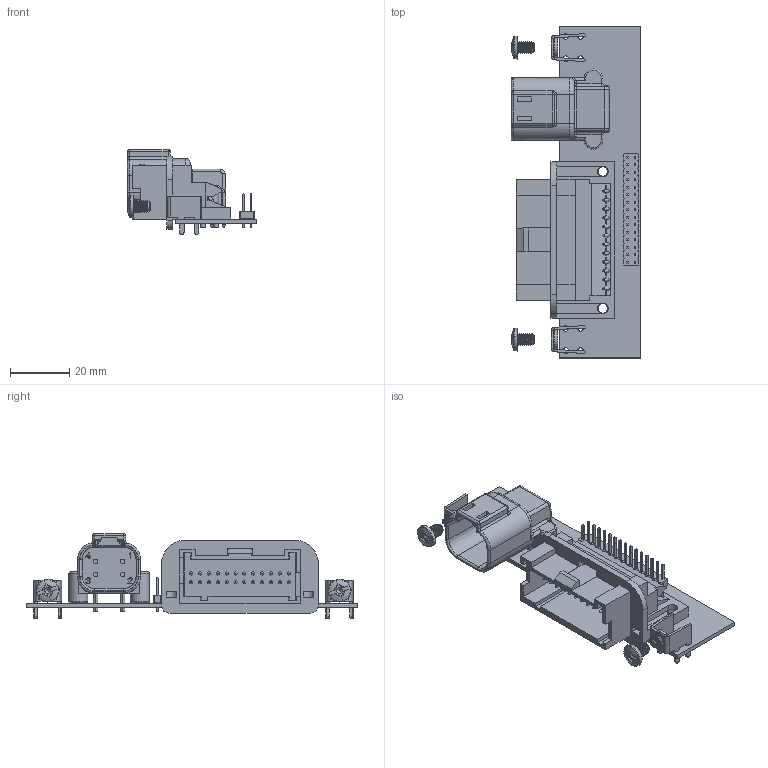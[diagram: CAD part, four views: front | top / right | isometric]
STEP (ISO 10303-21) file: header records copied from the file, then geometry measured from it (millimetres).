
FILE_DESCRIPTION(('KiCad electronic assembly'),'2;1');
FILE_NAME('VXDash_Connectors.step','2025-09-24T14:42:02',('Pcbnew'),( 'Kicad'),'Open CASCADE STEP processor 7.8','KiCad to STEP converter' ,'Unknown');
FILE_SCHEMA(('AUTOMOTIVE_DESIGN { 1 0 10303 214 1 1 1 1 }'));
Length unit declared in the file: millimetre
Products named in the file (9): VXDash_Connectors 1; Keystone_7765; 7764; 7799-1; PinHeader_2x15_P2.54mm_Vertical; DTF13-4P; Aptiv_12092886; 12092886_PART1; VXDash_Connectors_PCB
Assembly tree (9 placements, depth 3):
  VXDash_Connectors 1
    Keystone_7765  x2
      7764
      7799-1
    PinHeader_2x15_P2.54mm_Vertical
    DTF13-4P
    Aptiv_12092886
      12092886_PART1
    VXDash_Connectors_PCB
Bounding box: 43.89 x 112.5 x 28.75 mm (x, y, z)
Volume: 22545.5 mm3; surface area: 25648.3 mm2
Topology: 8 solids, 8 shells, 1577 faces, 4144 edges, 2624 vertices
Faces by surface type: plane 1014, cylinder 343, bspline 70, torus 60, sphere 58, cone 24, revolution 8
Full cylindrical faces by diameter (mm): 1 x30, 1.03 x96, 1.4 x24, 1.76 x4, 1.9 x8, 2.16 x2, 3.2 x2
Entity records: 57336 total; most frequent: CARTESIAN_POINT 16842, ORIENTED_EDGE 7608, DIRECTION 7051, EDGE_CURVE 3804, LINE 2547, VECTOR 2547, VERTEX_POINT 2445, AXIS2_PLACEMENT_3D 2250
